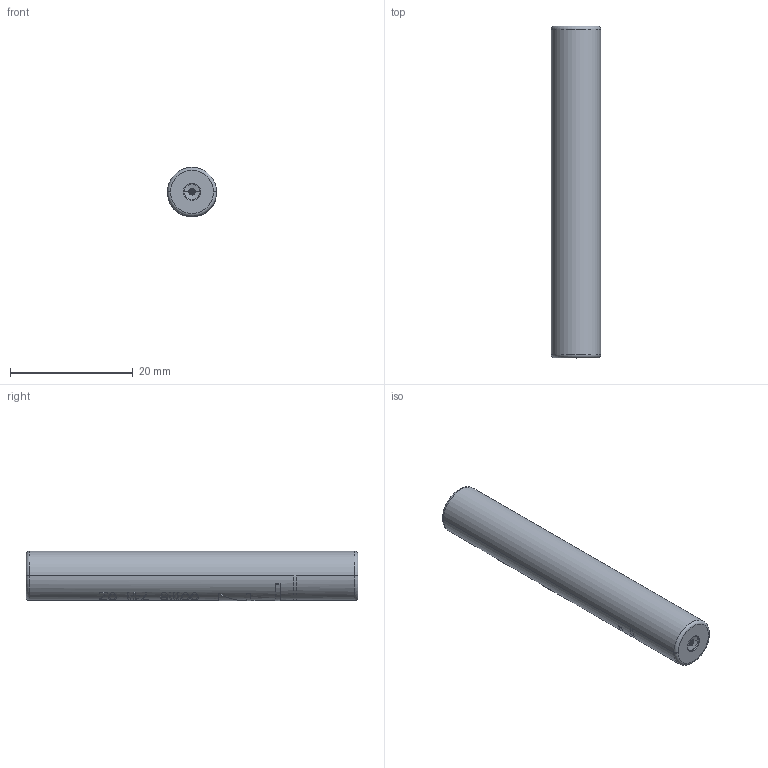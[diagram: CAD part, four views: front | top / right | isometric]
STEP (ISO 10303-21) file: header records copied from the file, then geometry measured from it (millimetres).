
FILE_DESCRIPTION((''),'2;1');
FILE_NAME('00111974102','2020-05-26T',('presta_be4'),(''),'CREO PARAMETRIC BY PTC INC, 2018360','CREO PARAMETRIC BY PTC INC, 2018360','');
FILE_SCHEMA(('CONFIG_CONTROL_DESIGN'));
Length unit declared in the file: millimetre
Products named in the file (1): 00111974102
Bounding box: 8 x 54 x 8.05 mm (x, y, z)
Volume: 2017 mm3; surface area: 2742 mm2
Topology: 2 solids, 3 shells, 711 faces, 1890 edges, 1232 vertices
Faces by surface type: plane 471, cylinder 150, torus 48, cone 30, bspline 12
Entity records: 25081 total; most frequent: CARTESIAN_POINT 8110, ORIENTED_EDGE 3780, DIRECTION 3184, EDGE_CURVE 1890, VERTEX_POINT 1232, AXIS2_PLACEMENT_3D 1197, VECTOR 790, LINE 790
